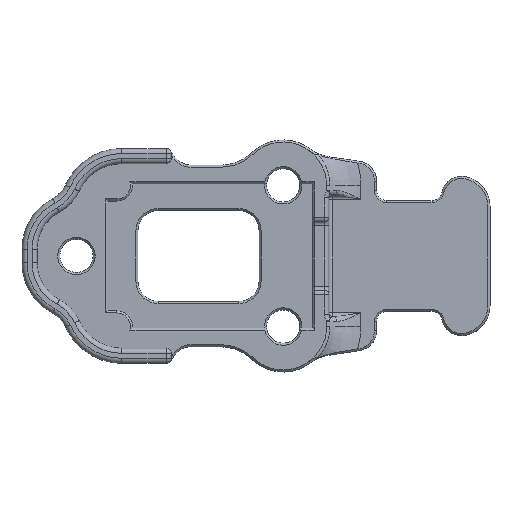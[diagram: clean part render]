
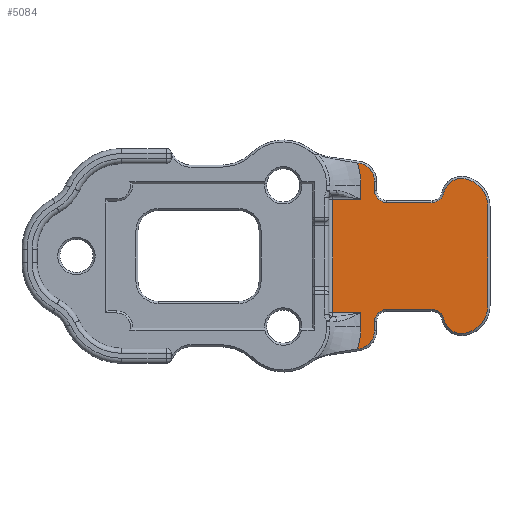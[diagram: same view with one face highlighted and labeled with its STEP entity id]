
A CAD part, top view. The second image highlights one B-rep face of the part: STEP entity #5084.
In plain terms, the highlighted planar face has unit normal (0, 0, 1).
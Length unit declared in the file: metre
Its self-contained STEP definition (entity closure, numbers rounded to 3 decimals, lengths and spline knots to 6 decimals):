
#465=CIRCLE('',#5582,0.0077);
#466=CIRCLE('',#5583,0.0018);
#467=CIRCLE('',#5584,0.0012);
#468=CIRCLE('',#5585,0.0012);
#469=CIRCLE('',#5586,0.0018);
#470=CIRCLE('',#5587,0.0028);
#471=CIRCLE('',#5588,0.0028);
#472=CIRCLE('',#5589,0.0018);
#473=CIRCLE('',#5590,0.0012);
#474=CIRCLE('',#5591,0.0012);
#475=CIRCLE('',#5592,0.0018);
#476=CIRCLE('',#5593,0.0077);
#1053=ORIENTED_EDGE('',*,*,#2535,.T.);
#1054=ORIENTED_EDGE('',*,*,#2536,.T.);
#1055=ORIENTED_EDGE('',*,*,#2537,.T.);
#1056=ORIENTED_EDGE('',*,*,#2398,.T.);
#1057=ORIENTED_EDGE('',*,*,#2538,.T.);
#1058=ORIENTED_EDGE('',*,*,#2539,.T.);
#1059=ORIENTED_EDGE('',*,*,#2540,.T.);
#1060=ORIENTED_EDGE('',*,*,#2541,.T.);
#1061=ORIENTED_EDGE('',*,*,#2542,.T.);
#1062=ORIENTED_EDGE('',*,*,#2543,.T.);
#1063=ORIENTED_EDGE('',*,*,#2544,.T.);
#1064=ORIENTED_EDGE('',*,*,#2545,.T.);
#1065=ORIENTED_EDGE('',*,*,#2546,.T.);
#1066=ORIENTED_EDGE('',*,*,#2547,.T.);
#1067=ORIENTED_EDGE('',*,*,#2548,.T.);
#1068=ORIENTED_EDGE('',*,*,#2549,.T.);
#1069=ORIENTED_EDGE('',*,*,#2550,.T.);
#1070=ORIENTED_EDGE('',*,*,#2551,.T.);
#1071=ORIENTED_EDGE('',*,*,#2552,.T.);
#1072=ORIENTED_EDGE('',*,*,#2553,.T.);
#1073=ORIENTED_EDGE('',*,*,#2554,.T.);
#1074=ORIENTED_EDGE('',*,*,#2555,.T.);
#1075=ORIENTED_EDGE('',*,*,#2556,.T.);
#1076=ORIENTED_EDGE('',*,*,#2404,.T.);
#2398=EDGE_CURVE('',#3135,#3134,#3537,.T.);
#2404=EDGE_CURVE('',#3136,#3140,#3539,.T.);
#2535=EDGE_CURVE('',#3140,#3249,#3602,.T.);
#2536=EDGE_CURVE('',#3249,#3250,#3603,.F.);
#2537=EDGE_CURVE('',#3250,#3135,#3604,.F.);
#2538=EDGE_CURVE('',#3134,#3251,#465,.F.);
#2539=EDGE_CURVE('',#3251,#3252,#3605,.T.);
#2540=EDGE_CURVE('',#3252,#3253,#466,.T.);
#2541=EDGE_CURVE('',#3253,#3254,#3606,.T.);
#2542=EDGE_CURVE('',#3254,#3255,#467,.F.);
#2543=EDGE_CURVE('',#3255,#3256,#3607,.T.);
#2544=EDGE_CURVE('',#3256,#3257,#468,.F.);
#2545=EDGE_CURVE('',#3257,#3258,#469,.T.);
#2546=EDGE_CURVE('',#3258,#3259,#470,.T.);
#2547=EDGE_CURVE('',#3259,#3260,#3608,.T.);
#2548=EDGE_CURVE('',#3260,#3261,#471,.T.);
#2549=EDGE_CURVE('',#3261,#3262,#472,.T.);
#2550=EDGE_CURVE('',#3262,#3263,#473,.F.);
#2551=EDGE_CURVE('',#3263,#3264,#3609,.T.);
#2552=EDGE_CURVE('',#3264,#3265,#474,.F.);
#2553=EDGE_CURVE('',#3265,#3266,#3610,.T.);
#2554=EDGE_CURVE('',#3266,#3267,#475,.T.);
#2555=EDGE_CURVE('',#3267,#3268,#3611,.T.);
#2556=EDGE_CURVE('',#3268,#3136,#476,.F.);
#3134=VERTEX_POINT('',#8107);
#3135=VERTEX_POINT('',#8109);
#3136=VERTEX_POINT('',#8117);
#3140=VERTEX_POINT('',#8128);
#3249=VERTEX_POINT('',#8421);
#3250=VERTEX_POINT('',#8423);
#3251=VERTEX_POINT('',#8426);
#3252=VERTEX_POINT('',#8428);
#3253=VERTEX_POINT('',#8430);
#3254=VERTEX_POINT('',#8432);
#3255=VERTEX_POINT('',#8434);
#3256=VERTEX_POINT('',#8436);
#3257=VERTEX_POINT('',#8438);
#3258=VERTEX_POINT('',#8440);
#3259=VERTEX_POINT('',#8442);
#3260=VERTEX_POINT('',#8444);
#3261=VERTEX_POINT('',#8446);
#3262=VERTEX_POINT('',#8448);
#3263=VERTEX_POINT('',#8450);
#3264=VERTEX_POINT('',#8452);
#3265=VERTEX_POINT('',#8454);
#3266=VERTEX_POINT('',#8456);
#3267=VERTEX_POINT('',#8458);
#3268=VERTEX_POINT('',#8460);
#3537=LINE('',#8108,#3927);
#3539=LINE('',#8129,#3929);
#3602=LINE('',#8420,#3992);
#3603=LINE('',#8422,#3993);
#3604=LINE('',#8424,#3994);
#3605=LINE('',#8427,#3995);
#3606=LINE('',#8431,#3996);
#3607=LINE('',#8435,#3997);
#3608=LINE('',#8443,#3998);
#3609=LINE('',#8451,#3999);
#3610=LINE('',#8455,#4000);
#3611=LINE('',#8459,#4001);
#3927=VECTOR('',#6379,1.);
#3929=VECTOR('',#6387,1.);
#3992=VECTOR('',#6610,1.);
#3993=VECTOR('',#6611,1.);
#3994=VECTOR('',#6612,1.);
#3995=VECTOR('',#6615,1.);
#3996=VECTOR('',#6618,1.);
#3997=VECTOR('',#6621,1.);
#3998=VECTOR('',#6628,1.);
#3999=VECTOR('',#6635,1.);
#4000=VECTOR('',#6638,1.);
#4001=VECTOR('',#6641,1.);
#4281=EDGE_LOOP('',(#1053,#1054,#1055,#1056,#1057,#1058,#1059,#1060,#1061,
#1062,#1063,#1064,#1065,#1066,#1067,#1068,#1069,#1070,#1071,#1072,#1073,
#1074,#1075,#1076));
#4629=FACE_BOUND('',#4281,.T.);
#4934=PLANE('',#5581);
#5084=ADVANCED_FACE('',(#4629),#4934,.T.);
#5581=AXIS2_PLACEMENT_3D('',#8419,#6608,#6609);
#5582=AXIS2_PLACEMENT_3D('',#8425,#6613,#6614);
#5583=AXIS2_PLACEMENT_3D('',#8429,#6616,#6617);
#5584=AXIS2_PLACEMENT_3D('',#8433,#6619,#6620);
#5585=AXIS2_PLACEMENT_3D('',#8437,#6622,#6623);
#5586=AXIS2_PLACEMENT_3D('',#8439,#6624,#6625);
#5587=AXIS2_PLACEMENT_3D('',#8441,#6626,#6627);
#5588=AXIS2_PLACEMENT_3D('',#8445,#6629,#6630);
#5589=AXIS2_PLACEMENT_3D('',#8447,#6631,#6632);
#5590=AXIS2_PLACEMENT_3D('',#8449,#6633,#6634);
#5591=AXIS2_PLACEMENT_3D('',#8453,#6636,#6637);
#5592=AXIS2_PLACEMENT_3D('',#8457,#6639,#6640);
#5593=AXIS2_PLACEMENT_3D('',#8461,#6642,#6643);
#6379=DIRECTION('',(0.,-1.,0.));
#6387=DIRECTION('',(0.,-1.,0.));
#6608=DIRECTION('',(0.,0.,1.));
#6609=DIRECTION('',(0.,-1.,0.));
#6610=DIRECTION('',(-1.,0.,0.));
#6611=DIRECTION('',(0.,1.,0.));
#6612=DIRECTION('',(-1.,0.,0.));
#6613=DIRECTION('',(0.,0.,1.));
#6614=DIRECTION('',(0.,-1.,0.));
#6615=DIRECTION('',(0.99,0.144,0.));
#6616=DIRECTION('',(0.,0.,1.));
#6617=DIRECTION('',(0.,-1.,0.));
#6618=DIRECTION('',(0.,1.,0.));
#6619=DIRECTION('',(0.,0.,1.));
#6620=DIRECTION('',(0.,-1.,0.));
#6621=DIRECTION('',(1.,0.,0.));
#6622=DIRECTION('',(0.,0.,1.));
#6623=DIRECTION('',(0.,-1.,0.));
#6624=DIRECTION('',(0.,0.,1.));
#6625=DIRECTION('',(0.,-1.,0.));
#6626=DIRECTION('',(0.,0.,1.));
#6627=DIRECTION('',(0.,-1.,0.));
#6628=DIRECTION('',(0.,1.,0.));
#6629=DIRECTION('',(0.,0.,1.));
#6630=DIRECTION('',(0.,-1.,0.));
#6631=DIRECTION('',(0.,0.,1.));
#6632=DIRECTION('',(0.,-1.,0.));
#6633=DIRECTION('',(0.,0.,1.));
#6634=DIRECTION('',(0.,-1.,0.));
#6635=DIRECTION('',(-1.,0.,0.));
#6636=DIRECTION('',(0.,0.,1.));
#6637=DIRECTION('',(0.,-1.,0.));
#6638=DIRECTION('',(0.,1.,0.));
#6639=DIRECTION('',(0.,0.,1.));
#6640=DIRECTION('',(0.,-1.,0.));
#6641=DIRECTION('',(-0.99,0.144,0.));
#6642=DIRECTION('',(0.,0.,1.));
#6643=DIRECTION('',(0.,-1.,0.));
#8107=CARTESIAN_POINT('',(0.014,-0.0164,0.0076));
#8108=CARTESIAN_POINT('',(0.014,-0.0164,0.0076));
#8109=CARTESIAN_POINT('',(0.014,-0.015,0.0076));
#8117=CARTESIAN_POINT('',(0.014,-0.0024,0.0076));
#8128=CARTESIAN_POINT('',(0.014,-0.0038,0.0076));
#8129=CARTESIAN_POINT('',(0.014,-0.0164,0.0076));
#8419=CARTESIAN_POINT('',(0.,-0.0094,0.0076));
#8420=CARTESIAN_POINT('',(0.0108,-0.0038,0.0076));
#8421=CARTESIAN_POINT('',(0.0112,-0.0038,0.0076));
#8422=CARTESIAN_POINT('',(0.0112,-0.0094,0.0076));
#8423=CARTESIAN_POINT('',(0.0112,-0.015,0.0076));
#8424=CARTESIAN_POINT('',(0.014,-0.015,0.0076));
#8425=CARTESIAN_POINT('',(0.0063,-0.0164,0.0076));
#8426=CARTESIAN_POINT('',(0.013676,-0.018612,0.0076));
#8427=CARTESIAN_POINT('',(0.0016,-0.020372,0.0076));
#8428=CARTESIAN_POINT('',(0.01381,-0.018592,0.0076));
#8429=CARTESIAN_POINT('',(0.01355,-0.016811,0.0076));
#8430=CARTESIAN_POINT('',(0.01535,-0.016811,0.0076));
#8431=CARTESIAN_POINT('',(0.01535,-0.0159,0.0076));
#8432=CARTESIAN_POINT('',(0.01535,-0.0159,0.0076));
#8433=CARTESIAN_POINT('',(0.01655,-0.0159,0.0076));
#8434=CARTESIAN_POINT('',(0.01655,-0.0147,0.0076));
#8435=CARTESIAN_POINT('',(0.02105,-0.0147,0.0076));
#8436=CARTESIAN_POINT('',(0.02105,-0.0147,0.0076));
#8437=CARTESIAN_POINT('',(0.02105,-0.0159,0.0076));
#8438=CARTESIAN_POINT('',(0.022225,-0.015655,0.0076));
#8439=CARTESIAN_POINT('',(0.023987,-0.015288,0.0076));
#8440=CARTESIAN_POINT('',(0.024323,-0.017056,0.0076));
#8441=CARTESIAN_POINT('',(0.0238,-0.014306,0.0076));
#8442=CARTESIAN_POINT('',(0.0266,-0.014306,0.0076));
#8443=CARTESIAN_POINT('',(0.0266,-0.0094,0.0076));
#8444=CARTESIAN_POINT('',(0.0266,-0.004494,0.0076));
#8445=CARTESIAN_POINT('',(0.0238,-0.004494,0.0076));
#8446=CARTESIAN_POINT('',(0.024323,-0.001744,0.0076));
#8447=CARTESIAN_POINT('',(0.023987,-0.003512,0.0076));
#8448=CARTESIAN_POINT('',(0.022225,-0.003145,0.0076));
#8449=CARTESIAN_POINT('',(0.02105,-0.0029,0.0076));
#8450=CARTESIAN_POINT('',(0.02105,-0.0041,0.0076));
#8451=CARTESIAN_POINT('',(0.01655,-0.0041,0.0076));
#8452=CARTESIAN_POINT('',(0.01655,-0.0041,0.0076));
#8453=CARTESIAN_POINT('',(0.01655,-0.0029,0.0076));
#8454=CARTESIAN_POINT('',(0.01535,-0.0029,0.0076));
#8455=CARTESIAN_POINT('',(0.01535,-0.001989,0.0076));
#8456=CARTESIAN_POINT('',(0.01535,-0.001989,0.0076));
#8457=CARTESIAN_POINT('',(0.01355,-0.001989,0.0076));
#8458=CARTESIAN_POINT('',(0.01381,-0.000208,0.0076));
#8459=CARTESIAN_POINT('',(0.0016,0.001572,0.0076));
#8460=CARTESIAN_POINT('',(0.013676,-0.000188,0.0076));
#8461=CARTESIAN_POINT('',(0.0063,-0.0024,0.0076));
